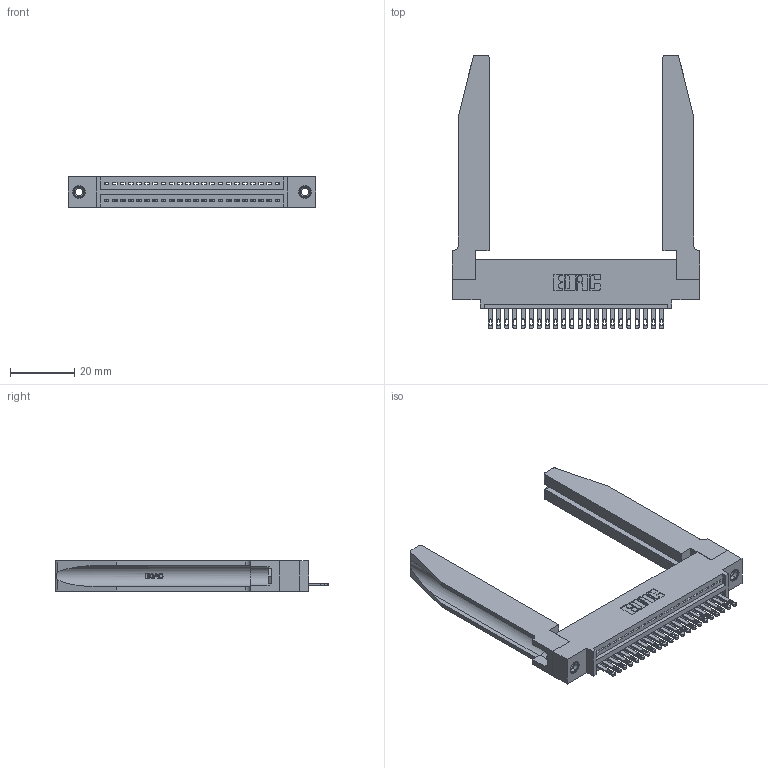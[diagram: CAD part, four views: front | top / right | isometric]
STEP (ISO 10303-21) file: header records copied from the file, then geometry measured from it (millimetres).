
FILE_DESCRIPTION (( 'STEP AP203' ), '1' );
FILE_NAME ('345-022-500-478.STEP', '2019-10-04T23:25:45', ( '' ), ( '' ), 'SwSTEP 2.0', 'SolidWorks 2016', '' );
FILE_SCHEMA (( 'CONFIG_CONTROL_DESIGN' ));
Length unit declared in the file: inch
Products named in the file (5): 345 Part_0.110 Offset - 0.156 Dia-TH; 345-022-500-478; 345-250-001_345-250-001-102; 345-220-078_345-220-078; 345-292-001_345-293-100
Assembly tree (27 placements, depth 2):
  345-022-500-478
    345 Part_0.110 Offset - 0.156 Dia-TH
    345-292-001_345-293-100  x22
    345-250-001_345-250-001-102  x2
    345-220-078_345-220-078  x2
Bounding box: 77.11 x 85.27 x 9.4 mm (x, y, z)
Volume: 14871.3 mm3; surface area: 16141.4 mm2
Topology: 27 solids, 27 shells, 1552 faces, 4657 edges, 3094 vertices
Faces by surface type: plane 974, cylinder 526, bspline 36, cone 12, torus 4
Entity records: 24052 total; most frequent: CARTESIAN_POINT 5065, ORIENTED_EDGE 3918, DIRECTION 3461, EDGE_CURVE 1959, VECTOR 1641, LINE 1641, VERTEX_POINT 1300, AXIS2_PLACEMENT_3D 910
